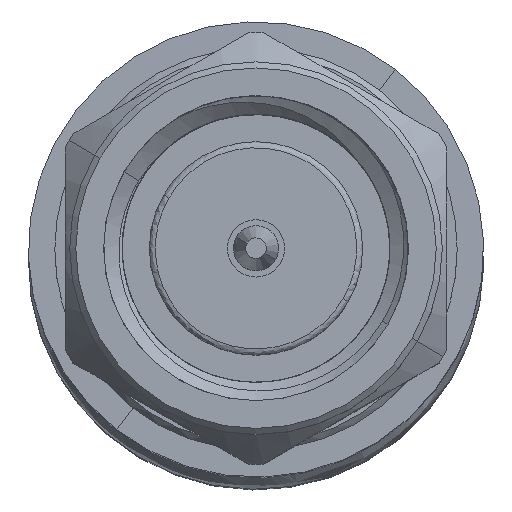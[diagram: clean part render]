
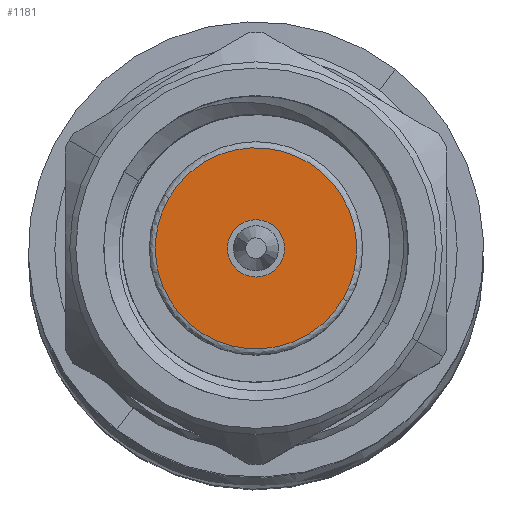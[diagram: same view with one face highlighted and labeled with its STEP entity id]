
A CAD part, top view. The second image highlights one B-rep face of the part: STEP entity #1181.
In plain terms, the highlighted face is planar.
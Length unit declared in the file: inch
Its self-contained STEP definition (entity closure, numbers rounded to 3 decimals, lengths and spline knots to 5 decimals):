
#11 = CARTESIAN_POINT ( 'NONE',  ( 0.1, 0.10164, 0.15395 ) ) ;
#181 = CARTESIAN_POINT ( 'NONE',  ( 0.1, 0., 0. ) ) ;
#337 = EDGE_CURVE ( 'NONE', #3842, #1625, #2922, .T. ) ;
#476 = CIRCLE ( 'NONE', #1893, 0.0235 ) ;
#502 = CARTESIAN_POINT ( 'NONE',  ( 0.1, 0.18414, 0.01105 ) ) ;
#574 = EDGE_LOOP ( 'NONE', ( #1473, #3481 ) ) ;
#614 = FACE_OUTER_BOUND ( 'NONE', #3953, .T. ) ;
#772 = CARTESIAN_POINT ( 'NONE',  ( 0.1, -0.04125, 0.07145 ) ) ;
#897 = VERTEX_POINT ( 'NONE', #1234 ) ;
#938 = CARTESIAN_POINT ( 'NONE',  ( 0.1, 0.04125, -0.07145 ) ) ;
#996 = DIRECTION ( 'NONE',  ( 1., 0., 0. ) ) ;
#1181 = ADVANCED_FACE ( 'NONE', ( #3970, #614 ), #3522, .F. ) ;
#1234 = CARTESIAN_POINT ( 'NONE',  ( 0.1, -0.01175, 0.02035 ) ) ;
#1473 = ORIENTED_EDGE ( 'NONE', *, *, #2102, .F. ) ;
#1474 = DIRECTION ( 'NONE',  ( -1., 0., 0. ) ) ;
#1625 = VERTEX_POINT ( 'NONE', #1897 ) ;
#1754 = CARTESIAN_POINT ( 'NONE',  ( 0.1, -0.04125, 0.07145 ) ) ;
#1814 = DIRECTION ( 'NONE',  ( 0., 1., 0. ) ) ;
#1893 = AXIS2_PLACEMENT_3D ( 'NONE', #3098, #2711, #5192 ) ;
#1897 = CARTESIAN_POINT ( 'NONE',  ( 0.1, -0.04125, 0.07145 ) ) ;
#1925 = EDGE_CURVE ( 'NONE', #1625, #3842, #4279, .T. ) ;
#1957 = CARTESIAN_POINT ( 'NONE',  ( 0.1, 0., 0. ) ) ;
#2102 = EDGE_CURVE ( 'NONE', #2859, #897, #476, .T. ) ;
#2108 = ORIENTED_EDGE ( 'NONE', *, *, #1925, .F. ) ;
#2316 = AXIS2_PLACEMENT_3D ( 'NONE', #1957, #1474, #3649 ) ;
#2499 = CARTESIAN_POINT ( 'NONE',  ( 0.1, 0.04125, -0.07145 ) ) ;
#2711 = DIRECTION ( 'NONE',  ( -1., 0., 0. ) ) ;
#2859 = VERTEX_POINT ( 'NONE', #4824 ) ;
#2922 =( BOUNDED_CURVE ( )  B_SPLINE_CURVE ( 3, ( #938, #502, #11, #1754 ),
 .UNSPECIFIED., .F., .F. ) 
 B_SPLINE_CURVE_WITH_KNOTS ( ( 4, 4 ),
 ( 0., 1. ),
 .UNSPECIFIED. ) 
 CURVE ( )  GEOMETRIC_REPRESENTATION_ITEM ( )  RATIONAL_B_SPLINE_CURVE ( ( 1., 0.333, 0.333, 1. ) ) 
 REPRESENTATION_ITEM ( '' )  );
#3055 = CARTESIAN_POINT ( 'NONE',  ( 0.1, 0.04125, -0.07145 ) ) ;
#3069 = EDGE_CURVE ( 'NONE', #897, #2859, #5065, .T. ) ;
#3098 = CARTESIAN_POINT ( 'NONE',  ( 0.1, 0., 0. ) ) ;
#3481 = ORIENTED_EDGE ( 'NONE', *, *, #3069, .F. ) ;
#3522 = PLANE ( 'NONE',  #4056 ) ;
#3649 = DIRECTION ( 'NONE',  ( 0., 0.5, -0.866 ) ) ;
#3842 = VERTEX_POINT ( 'NONE', #3055 ) ;
#3953 = EDGE_LOOP ( 'NONE', ( #4833, #2108 ) ) ;
#3970 = FACE_BOUND ( 'NONE', #574, .T. ) ;
#4056 = AXIS2_PLACEMENT_3D ( 'NONE', #181, #996, #1814 ) ;
#4255 = CARTESIAN_POINT ( 'NONE',  ( 0.1, -0.10164, -0.15395 ) ) ;
#4279 =( BOUNDED_CURVE ( )  B_SPLINE_CURVE ( 3, ( #772, #4611, #4255, #2499 ),
 .UNSPECIFIED., .F., .T. ) 
 B_SPLINE_CURVE_WITH_KNOTS ( ( 4, 4 ),
 ( 0., 1. ),
 .UNSPECIFIED. ) 
 CURVE ( )  GEOMETRIC_REPRESENTATION_ITEM ( )  RATIONAL_B_SPLINE_CURVE ( ( 1., 0.333, 0.333, 1. ) ) 
 REPRESENTATION_ITEM ( '' )  );
#4611 = CARTESIAN_POINT ( 'NONE',  ( 0.1, -0.18414, -0.01105 ) ) ;
#4824 = CARTESIAN_POINT ( 'NONE',  ( 0.1, 0.01175, -0.02035 ) ) ;
#4833 = ORIENTED_EDGE ( 'NONE', *, *, #337, .F. ) ;
#5065 = CIRCLE ( 'NONE', #2316, 0.0235 ) ;
#5192 = DIRECTION ( 'NONE',  ( 0., 0.5, -0.866 ) ) ;
